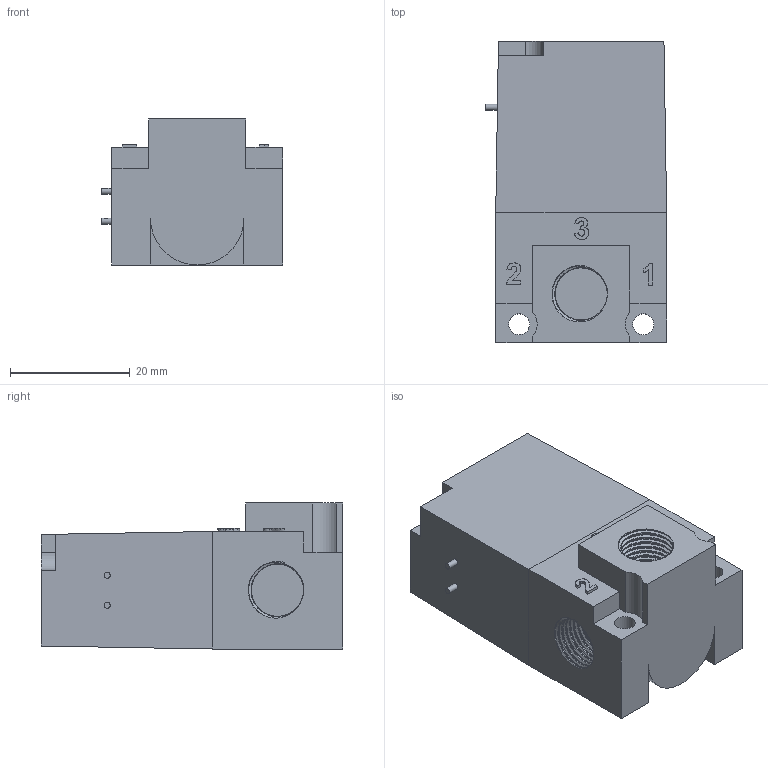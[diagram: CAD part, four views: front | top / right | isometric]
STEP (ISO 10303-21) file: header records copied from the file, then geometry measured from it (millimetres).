
FILE_DESCRIPTION(/* description */ (''),/* implementation_level */ '2;1');
FILE_NAME(/* name */ 'STNC TM-06 v16.step',/* time_stamp */ '2020-05-17T19:55:56+05:00',/* author */ (''),/* organization */ (''),/* preprocessor_version */ 'ST-DEVELOPER v18.1',/* originating_system */ 'Autodesk Translation Framework v9.3.0.1241',/* authorisation */ '');
FILE_SCHEMA (('AUTOMOTIVE_DESIGN { 1 0 10303 214 3 1 1 }'));
Length unit declared in the file: millimetre
Products named in the file (1): STNC TM-06
Bounding box: 30.23 x 50.25 x 24.35 mm (x, y, z)
Volume: 26205 mm3; surface area: 8783 mm2
Topology: 4 solids, 4 shells, 155 faces, 419 edges, 279 vertices
Faces by surface type: bspline 63, plane 55, cylinder 37
Full cylindrical faces by diameter (mm): 1 x2, 3.5 x2, 9.728 x21, 10 x1
Entity records: 15954 total; most frequent: CARTESIAN_POINT 12536, ORIENTED_EDGE 838, DIRECTION 437, EDGE_CURVE 419, VERTEX_POINT 279, LINE 197, VECTOR 197, B_SPLINE_CURVE_WITH_KNOTS 195
